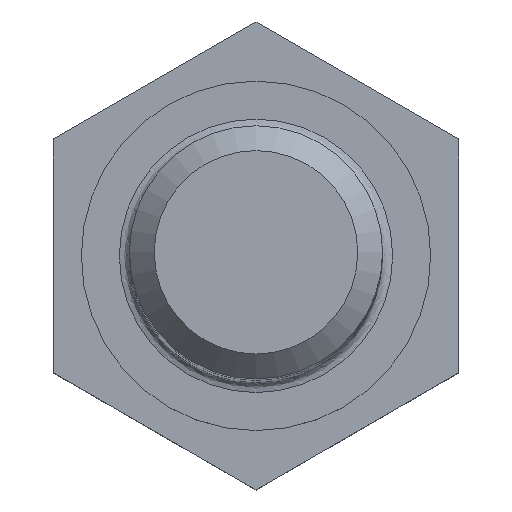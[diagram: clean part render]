
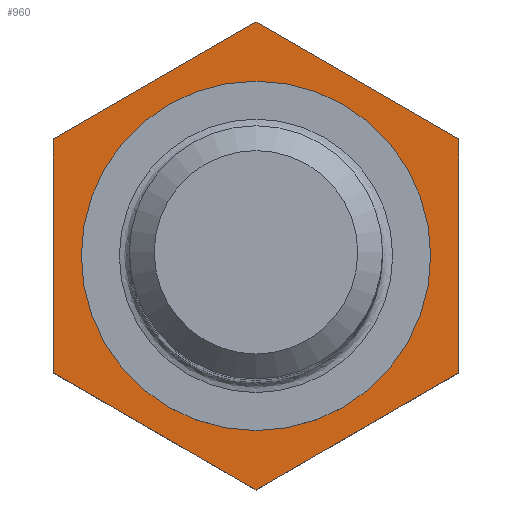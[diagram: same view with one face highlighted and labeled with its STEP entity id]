
A CAD part, top view. The second image highlights one B-rep face of the part: STEP entity #960.
In plain terms, the highlighted face is planar.
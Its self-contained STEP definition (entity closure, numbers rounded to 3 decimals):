
#288 = PLANE('',#289);
#289 = AXIS2_PLACEMENT_3D('',#290,#291,#292);
#290 = CARTESIAN_POINT('',(4.619,0.,-0.35));
#291 = DIRECTION('',(-0.866,-0.5,0.));
#292 = DIRECTION('',(-0.5,0.866,0.));
#326 = PLANE('',#327);
#327 = AXIS2_PLACEMENT_3D('',#328,#329,#330);
#328 = CARTESIAN_POINT('',(2.309,-4.,-0.35));
#329 = DIRECTION('',(-0.866,0.5,0.));
#330 = DIRECTION('',(0.5,0.866,0.));
#393 = PLANE('',#394);
#394 = AXIS2_PLACEMENT_3D('',#395,#396,#397);
#395 = CARTESIAN_POINT('',(2.309,4.,-0.35));
#396 = DIRECTION('',(0.,-1.,0.));
#397 = DIRECTION('',(-1.,0.,0.));
#460 = PLANE('',#461);
#461 = AXIS2_PLACEMENT_3D('',#462,#463,#464);
#462 = CARTESIAN_POINT('',(-2.309,-4.,-0.35));
#463 = DIRECTION('',(0.,1.,0.));
#464 = DIRECTION('',(1.,0.,0.));
#527 = PLANE('',#528);
#528 = AXIS2_PLACEMENT_3D('',#529,#530,#531);
#529 = CARTESIAN_POINT('',(-2.309,4.,-0.35));
#530 = DIRECTION('',(0.866,-0.5,0.));
#531 = DIRECTION('',(-0.5,-0.866,0.));
#594 = PLANE('',#595);
#595 = AXIS2_PLACEMENT_3D('',#596,#597,#598);
#596 = CARTESIAN_POINT('',(-4.619,0.,-0.35));
#597 = DIRECTION('',(0.866,0.5,0.));
#598 = DIRECTION('',(0.5,-0.866,0.));
#671 = EDGE_CURVE('',#672,#674,#676,.T.);
#672 = VERTEX_POINT('',#673);
#673 = CARTESIAN_POINT('',(2.309,4.,0.2));
#674 = VERTEX_POINT('',#675);
#675 = CARTESIAN_POINT('',(4.619,0.,0.2));
#676 = SURFACE_CURVE('',#677,(#681,#687),.PCURVE_S1.);
#677 = LINE('',#678,#679);
#678 = CARTESIAN_POINT('',(4.041,1.,0.2));
#679 = VECTOR('',#680,1.);
#680 = DIRECTION('',(0.5,-0.866,0.));
#681 = PCURVE('',#288,#682);
#682 = DEFINITIONAL_REPRESENTATION('',(#683),#686);
#683 = B_SPLINE_CURVE_WITH_KNOTS('',1,(#684,#685),.UNSPECIFIED.,.F.,.F.,
  (2,2),(-3.926,1.617),.PIECEWISE_BEZIER_KNOTS.);
#684 = CARTESIAN_POINT('',(5.081,-0.55));
#685 = CARTESIAN_POINT('',(-0.462,-0.55));
#686 = ( GEOMETRIC_REPRESENTATION_CONTEXT(2) 
PARAMETRIC_REPRESENTATION_CONTEXT() REPRESENTATION_CONTEXT('2D SPACE',''
  ) );
#687 = PCURVE('',#688,#693);
#688 = PLANE('',#689);
#689 = AXIS2_PLACEMENT_3D('',#690,#691,#692);
#690 = CARTESIAN_POINT('',(0.,0.,0.2));
#691 = DIRECTION('',(0.,0.,1.));
#692 = DIRECTION('',(1.,0.,0.));
#693 = DEFINITIONAL_REPRESENTATION('',(#694),#697);
#694 = B_SPLINE_CURVE_WITH_KNOTS('',1,(#695,#696),.UNSPECIFIED.,.F.,.F.,
  (2,2),(-3.926,1.617),.PIECEWISE_BEZIER_KNOTS.);
#695 = CARTESIAN_POINT('',(2.078,4.4));
#696 = CARTESIAN_POINT('',(4.85,-0.4));
#697 = ( GEOMETRIC_REPRESENTATION_CONTEXT(2) 
PARAMETRIC_REPRESENTATION_CONTEXT() REPRESENTATION_CONTEXT('2D SPACE',''
  ) );
#746 = EDGE_CURVE('',#674,#747,#749,.T.);
#747 = VERTEX_POINT('',#748);
#748 = CARTESIAN_POINT('',(2.309,-4.,0.2));
#749 = SURFACE_CURVE('',#750,(#754,#760),.PCURVE_S1.);
#750 = LINE('',#751,#752);
#751 = CARTESIAN_POINT('',(2.887,-3.,0.2));
#752 = VECTOR('',#753,1.);
#753 = DIRECTION('',(-0.5,-0.866,0.));
#754 = PCURVE('',#326,#755);
#755 = DEFINITIONAL_REPRESENTATION('',(#756),#759);
#756 = B_SPLINE_CURVE_WITH_KNOTS('',1,(#757,#758),.UNSPECIFIED.,.F.,.F.,
  (2,2),(-3.926,1.617),.PIECEWISE_BEZIER_KNOTS.);
#757 = CARTESIAN_POINT('',(5.081,-0.55));
#758 = CARTESIAN_POINT('',(-0.462,-0.55));
#759 = ( GEOMETRIC_REPRESENTATION_CONTEXT(2) 
PARAMETRIC_REPRESENTATION_CONTEXT() REPRESENTATION_CONTEXT('2D SPACE',''
  ) );
#760 = PCURVE('',#688,#761);
#761 = DEFINITIONAL_REPRESENTATION('',(#762),#765);
#762 = B_SPLINE_CURVE_WITH_KNOTS('',1,(#763,#764),.UNSPECIFIED.,.F.,.F.,
  (2,2),(-3.926,1.617),.PIECEWISE_BEZIER_KNOTS.);
#763 = CARTESIAN_POINT('',(4.85,0.4));
#764 = CARTESIAN_POINT('',(2.078,-4.4));
#765 = ( GEOMETRIC_REPRESENTATION_CONTEXT(2) 
PARAMETRIC_REPRESENTATION_CONTEXT() REPRESENTATION_CONTEXT('2D SPACE',''
  ) );
#794 = EDGE_CURVE('',#795,#672,#797,.T.);
#795 = VERTEX_POINT('',#796);
#796 = CARTESIAN_POINT('',(-2.309,4.,0.2));
#797 = SURFACE_CURVE('',#798,(#802,#808),.PCURVE_S1.);
#798 = LINE('',#799,#800);
#799 = CARTESIAN_POINT('',(1.155,4.,0.2));
#800 = VECTOR('',#801,1.);
#801 = DIRECTION('',(1.,0.,0.));
#802 = PCURVE('',#393,#803);
#803 = DEFINITIONAL_REPRESENTATION('',(#804),#807);
#804 = B_SPLINE_CURVE_WITH_KNOTS('',1,(#805,#806),.UNSPECIFIED.,.F.,.F.,
  (2,2),(-3.926,1.617),.PIECEWISE_BEZIER_KNOTS.);
#805 = CARTESIAN_POINT('',(5.081,-0.55));
#806 = CARTESIAN_POINT('',(-0.462,-0.55));
#807 = ( GEOMETRIC_REPRESENTATION_CONTEXT(2) 
PARAMETRIC_REPRESENTATION_CONTEXT() REPRESENTATION_CONTEXT('2D SPACE',''
  ) );
#808 = PCURVE('',#688,#809);
#809 = DEFINITIONAL_REPRESENTATION('',(#810),#813);
#810 = B_SPLINE_CURVE_WITH_KNOTS('',1,(#811,#812),.UNSPECIFIED.,.F.,.F.,
  (2,2),(-3.926,1.617),.PIECEWISE_BEZIER_KNOTS.);
#811 = CARTESIAN_POINT('',(-2.771,4.));
#812 = CARTESIAN_POINT('',(2.771,4.));
#813 = ( GEOMETRIC_REPRESENTATION_CONTEXT(2) 
PARAMETRIC_REPRESENTATION_CONTEXT() REPRESENTATION_CONTEXT('2D SPACE',''
  ) );
#842 = EDGE_CURVE('',#747,#843,#845,.T.);
#843 = VERTEX_POINT('',#844);
#844 = CARTESIAN_POINT('',(-2.309,-4.,0.2));
#845 = SURFACE_CURVE('',#846,(#850,#856),.PCURVE_S1.);
#846 = LINE('',#847,#848);
#847 = CARTESIAN_POINT('',(-1.155,-4.,0.2));
#848 = VECTOR('',#849,1.);
#849 = DIRECTION('',(-1.,0.,0.));
#850 = PCURVE('',#460,#851);
#851 = DEFINITIONAL_REPRESENTATION('',(#852),#855);
#852 = B_SPLINE_CURVE_WITH_KNOTS('',1,(#853,#854),.UNSPECIFIED.,.F.,.F.,
  (2,2),(-3.926,1.617),.PIECEWISE_BEZIER_KNOTS.);
#853 = CARTESIAN_POINT('',(5.081,-0.55));
#854 = CARTESIAN_POINT('',(-0.462,-0.55));
#855 = ( GEOMETRIC_REPRESENTATION_CONTEXT(2) 
PARAMETRIC_REPRESENTATION_CONTEXT() REPRESENTATION_CONTEXT('2D SPACE',''
  ) );
#856 = PCURVE('',#688,#857);
#857 = DEFINITIONAL_REPRESENTATION('',(#858),#861);
#858 = B_SPLINE_CURVE_WITH_KNOTS('',1,(#859,#860),.UNSPECIFIED.,.F.,.F.,
  (2,2),(-3.926,1.617),.PIECEWISE_BEZIER_KNOTS.);
#859 = CARTESIAN_POINT('',(2.771,-4.));
#860 = CARTESIAN_POINT('',(-2.771,-4.));
#861 = ( GEOMETRIC_REPRESENTATION_CONTEXT(2) 
PARAMETRIC_REPRESENTATION_CONTEXT() REPRESENTATION_CONTEXT('2D SPACE',''
  ) );
#890 = EDGE_CURVE('',#891,#795,#893,.T.);
#891 = VERTEX_POINT('',#892);
#892 = CARTESIAN_POINT('',(-4.619,0.,0.2));
#893 = SURFACE_CURVE('',#894,(#898,#904),.PCURVE_S1.);
#894 = LINE('',#895,#896);
#895 = CARTESIAN_POINT('',(-2.887,3.,0.2));
#896 = VECTOR('',#897,1.);
#897 = DIRECTION('',(0.5,0.866,0.));
#898 = PCURVE('',#527,#899);
#899 = DEFINITIONAL_REPRESENTATION('',(#900),#903);
#900 = B_SPLINE_CURVE_WITH_KNOTS('',1,(#901,#902),.UNSPECIFIED.,.F.,.F.,
  (2,2),(-3.926,1.617),.PIECEWISE_BEZIER_KNOTS.);
#901 = CARTESIAN_POINT('',(5.081,-0.55));
#902 = CARTESIAN_POINT('',(-0.462,-0.55));
#903 = ( GEOMETRIC_REPRESENTATION_CONTEXT(2) 
PARAMETRIC_REPRESENTATION_CONTEXT() REPRESENTATION_CONTEXT('2D SPACE',''
  ) );
#904 = PCURVE('',#688,#905);
#905 = DEFINITIONAL_REPRESENTATION('',(#906),#909);
#906 = B_SPLINE_CURVE_WITH_KNOTS('',1,(#907,#908),.UNSPECIFIED.,.F.,.F.,
  (2,2),(-3.926,1.617),.PIECEWISE_BEZIER_KNOTS.);
#907 = CARTESIAN_POINT('',(-4.85,-0.4));
#908 = CARTESIAN_POINT('',(-2.078,4.4));
#909 = ( GEOMETRIC_REPRESENTATION_CONTEXT(2) 
PARAMETRIC_REPRESENTATION_CONTEXT() REPRESENTATION_CONTEXT('2D SPACE',''
  ) );
#938 = EDGE_CURVE('',#843,#891,#939,.T.);
#939 = SURFACE_CURVE('',#940,(#944,#950),.PCURVE_S1.);
#940 = LINE('',#941,#942);
#941 = CARTESIAN_POINT('',(-4.041,-1.,0.2));
#942 = VECTOR('',#943,1.);
#943 = DIRECTION('',(-0.5,0.866,0.));
#944 = PCURVE('',#594,#945);
#945 = DEFINITIONAL_REPRESENTATION('',(#946),#949);
#946 = B_SPLINE_CURVE_WITH_KNOTS('',1,(#947,#948),.UNSPECIFIED.,.F.,.F.,
  (2,2),(-3.926,1.617),.PIECEWISE_BEZIER_KNOTS.);
#947 = CARTESIAN_POINT('',(5.081,-0.55));
#948 = CARTESIAN_POINT('',(-0.462,-0.55));
#949 = ( GEOMETRIC_REPRESENTATION_CONTEXT(2) 
PARAMETRIC_REPRESENTATION_CONTEXT() REPRESENTATION_CONTEXT('2D SPACE',''
  ) );
#950 = PCURVE('',#688,#951);
#951 = DEFINITIONAL_REPRESENTATION('',(#952),#955);
#952 = B_SPLINE_CURVE_WITH_KNOTS('',1,(#953,#954),.UNSPECIFIED.,.F.,.F.,
  (2,2),(-3.926,1.617),.PIECEWISE_BEZIER_KNOTS.);
#953 = CARTESIAN_POINT('',(-2.078,-4.4));
#954 = CARTESIAN_POINT('',(-4.85,0.4));
#955 = ( GEOMETRIC_REPRESENTATION_CONTEXT(2) 
PARAMETRIC_REPRESENTATION_CONTEXT() REPRESENTATION_CONTEXT('2D SPACE',''
  ) );
#960 = ADVANCED_FACE('',(#961,#969),#688,.F.);
#961 = FACE_BOUND('',#962,.F.);
#962 = EDGE_LOOP('',(#963,#964,#965,#966,#967,#968));
#963 = ORIENTED_EDGE('',*,*,#746,.F.);
#964 = ORIENTED_EDGE('',*,*,#671,.F.);
#965 = ORIENTED_EDGE('',*,*,#794,.F.);
#966 = ORIENTED_EDGE('',*,*,#890,.F.);
#967 = ORIENTED_EDGE('',*,*,#938,.F.);
#968 = ORIENTED_EDGE('',*,*,#842,.F.);
#969 = FACE_BOUND('',#970,.F.);
#970 = EDGE_LOOP('',(#971));
#971 = ORIENTED_EDGE('',*,*,#972,.F.);
#972 = EDGE_CURVE('',#973,#973,#975,.T.);
#973 = VERTEX_POINT('',#974);
#974 = CARTESIAN_POINT('',(3.45,0.,0.2));
#975 = SURFACE_CURVE('',#976,(#981,#988),.PCURVE_S1.);
#976 = CIRCLE('',#977,3.45);
#977 = AXIS2_PLACEMENT_3D('',#978,#979,#980);
#978 = CARTESIAN_POINT('',(0.,0.,0.2));
#979 = DIRECTION('',(0.,0.,1.));
#980 = DIRECTION('',(1.,0.,0.));
#981 = PCURVE('',#688,#982);
#982 = DEFINITIONAL_REPRESENTATION('',(#983),#987);
#983 = CIRCLE('',#984,3.45);
#984 = AXIS2_PLACEMENT_2D('',#985,#986);
#985 = CARTESIAN_POINT('',(0.,0.));
#986 = DIRECTION('',(1.,0.));
#987 = ( GEOMETRIC_REPRESENTATION_CONTEXT(2) 
PARAMETRIC_REPRESENTATION_CONTEXT() REPRESENTATION_CONTEXT('2D SPACE',''
  ) );
#988 = PCURVE('',#989,#994);
#989 = CYLINDRICAL_SURFACE('',#990,3.45);
#990 = AXIS2_PLACEMENT_3D('',#991,#992,#993);
#991 = CARTESIAN_POINT('',(0.,0.,0.2));
#992 = DIRECTION('',(0.,0.,-1.));
#993 = DIRECTION('',(1.,0.,0.));
#994 = DEFINITIONAL_REPRESENTATION('',(#995),#999);
#995 = LINE('',#996,#997);
#996 = CARTESIAN_POINT('',(0.,0.));
#997 = VECTOR('',#998,1.);
#998 = DIRECTION('',(-1.,0.));
#999 = ( GEOMETRIC_REPRESENTATION_CONTEXT(2) 
PARAMETRIC_REPRESENTATION_CONTEXT() REPRESENTATION_CONTEXT('2D SPACE',''
  ) );
